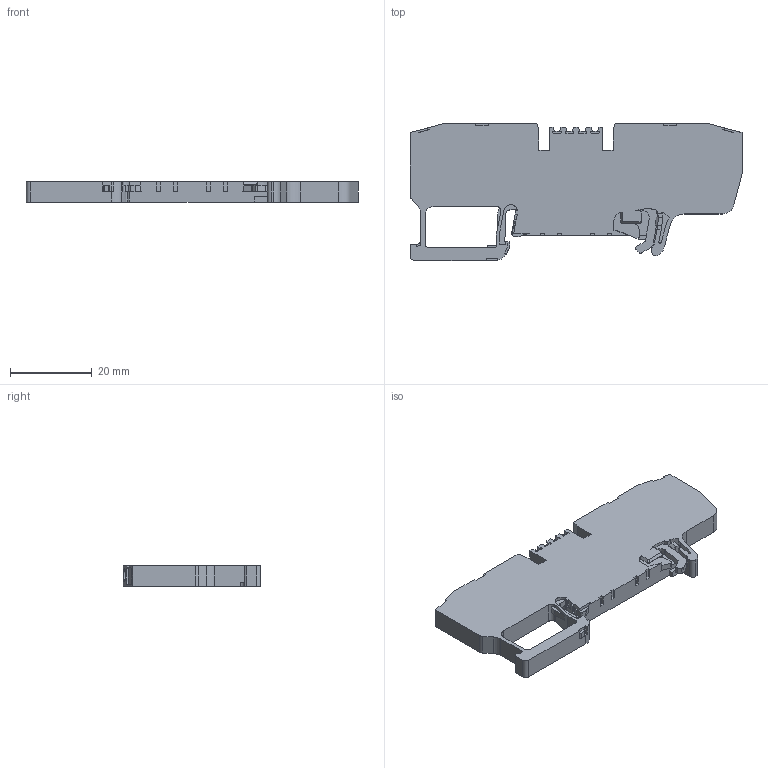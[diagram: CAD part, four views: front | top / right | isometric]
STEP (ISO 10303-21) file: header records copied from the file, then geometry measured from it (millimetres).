
FILE_DESCRIPTION (( 'STEP AP214' ), '1' );
FILE_NAME ('336100_YBK 2,5 CT_STP.STEP', '2013-11-13T15:36:55', ( 'arge' ), ( 'Microsoft' ), 'SwSTEP 2.0', 'SolidWorks 2013', '' );
FILE_SCHEMA (( 'AUTOMOTIVE_DESIGN' ));
Length unit declared in the file: millimetre
Products named in the file (1): 336100_YBK 2,5 CT_STP
Bounding box: 81.4 x 33.82 x 5 mm (x, y, z)
Volume: 9800.2 mm3; surface area: 6065 mm2
Topology: 1 solids, 1 shells, 389 faces, 1102 edges, 725 vertices
Faces by surface type: plane 262, cylinder 111, cone 8, bspline 4, torus 4
Entity records: 16523 total; most frequent: CARTESIAN_POINT 2607, ORIENTED_EDGE 2204, DIRECTION 2057, EDGE_CURVE 1102, LINE 843, VECTOR 843, VERTEX_POINT 725, AXIS2_PLACEMENT_3D 607
